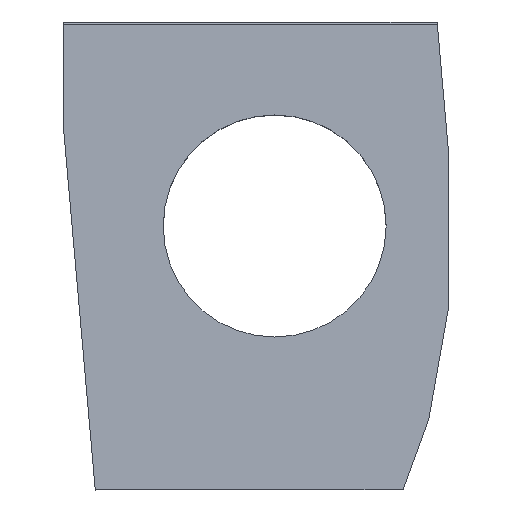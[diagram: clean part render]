
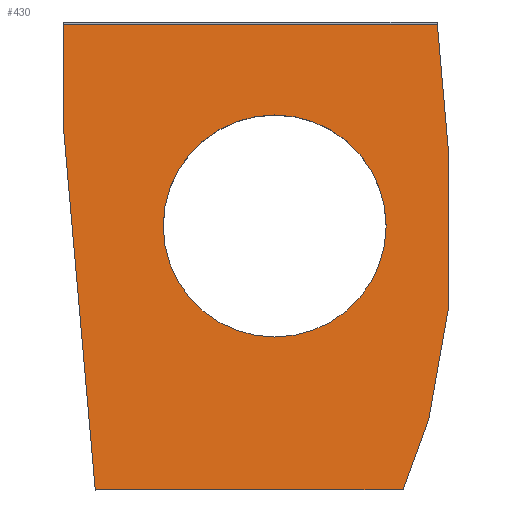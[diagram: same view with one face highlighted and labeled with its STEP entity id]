
A CAD part, left-side view. The second image highlights one B-rep face of the part: STEP entity #430.
In plain terms, the highlighted planar face has unit normal (-0.996, 0, 0.087).
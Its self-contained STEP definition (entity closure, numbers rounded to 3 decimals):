
#3 = EDGE_CURVE ( 'NONE', #916, #647, #1022, .T. ) ;
#8 = VECTOR ( 'NONE', #831, 1000. ) ;
#14 = EDGE_CURVE ( 'NONE', #667, #534, #361, .T. ) ;
#29 = VECTOR ( 'NONE', #208, 1000. ) ;
#34 = AXIS2_PLACEMENT_3D ( 'NONE', #887, #544, #196 ) ;
#40 = EDGE_CURVE ( 'NONE', #449, #916, #732, .T. ) ;
#44 = FACE_OUTER_BOUND ( 'NONE', #596, .T. ) ;
#48 = CARTESIAN_POINT ( 'NONE',  ( -128.784, -119.472, -168.919 ) ) ;
#61 = CARTESIAN_POINT ( 'NONE',  ( -138.478, -0.002, -279.719 ) ) ;
#101 = DIRECTION ( 'NONE',  ( 0.087, 0., 0.996 ) ) ;
#121 = CARTESIAN_POINT ( 'NONE',  ( -115.392, -146.566, -15.847 ) ) ;
#136 = DIRECTION ( 'NONE',  ( -0.087, -0.087, -0.992 ) ) ;
#143 = EDGE_CURVE ( 'NONE', #757, #640, #947, .T. ) ;
#150 = DIRECTION ( 'NONE',  ( -0.082, 0.342, -0.936 ) ) ;
#180 = CARTESIAN_POINT ( 'NONE',  ( -113.994, -114.562, 0.131 ) ) ;
#196 = DIRECTION ( 'NONE',  ( 0.087, 0., 0.996 ) ) ;
#200 = EDGE_CURVE ( 'NONE', #1121, #757, #464, .T. ) ;
#208 = DIRECTION ( 'NONE',  ( -0.087, 0., -0.996 ) ) ;
#233 = LINE ( 'NONE', #180, #409 ) ;
#234 = ORIENTED_EDGE ( 'NONE', *, *, #457, .F. ) ;
#255 = CARTESIAN_POINT ( 'NONE',  ( -113.14, 112.5, 9.898 ) ) ;
#278 = ORIENTED_EDGE ( 'NONE', *, *, #143, .T. ) ;
#279 = AXIS2_PLACEMENT_3D ( 'NONE', #941, #879, #101 ) ;
#282 = CARTESIAN_POINT ( 'NONE',  ( -124.604, -14.71, -121.135 ) ) ;
#305 = DIRECTION ( 'NONE',  ( -0.086, 0.174, -0.981 ) ) ;
#326 = CARTESIAN_POINT ( 'NONE',  ( -113.994, -112.5, 0.131 ) ) ;
#332 = ORIENTED_EDGE ( 'NONE', *, *, #3, .F. ) ;
#340 = VECTOR ( 'NONE', #305, 1000. ) ;
#358 = EDGE_CURVE ( 'NONE', #679, #1121, #233, .T. ) ;
#361 = CIRCLE ( 'NONE', #34, 67. ) ;
#379 = CARTESIAN_POINT ( 'NONE',  ( -134.792, -107.317, -237.593 ) ) ;
#380 = CARTESIAN_POINT ( 'NONE',  ( -119.224, 112.5, -59.641 ) ) ;
#402 = CARTESIAN_POINT ( 'NONE',  ( -114.037, 117.706, -0.36 ) ) ;
#409 = VECTOR ( 'NONE', #697, 1000. ) ;
#410 = CARTESIAN_POINT ( 'NONE',  ( -138.478, 93.172, -279.72 ) ) ;
#420 = DIRECTION ( 'NONE',  ( 0., -1., 0. ) ) ;
#424 = VECTOR ( 'NONE', #847, 1000. ) ;
#430 = ADVANCED_FACE ( 'NONE', ( #1128, #44 ), #956, .T. ) ;
#442 = LINE ( 'NONE', #568, #1024 ) ;
#449 = VERTEX_POINT ( 'NONE', #703 ) ;
#457 = EDGE_CURVE ( 'NONE', #534, #667, #984, .T. ) ;
#464 = LINE ( 'NONE', #255, #8 ) ;
#489 = CARTESIAN_POINT ( 'NONE',  ( -118.764, -14.71, -54.39 ) ) ;
#511 = LINE ( 'NONE', #61, #767 ) ;
#534 = VERTEX_POINT ( 'NONE', #876 ) ;
#539 = ORIENTED_EDGE ( 'NONE', *, *, #14, .F. ) ;
#544 = DIRECTION ( 'NONE',  ( -0.996, 0., 0.087 ) ) ;
#568 = CARTESIAN_POINT ( 'NONE',  ( -118.679, -174.61, -53.412 ) ) ;
#596 = EDGE_LOOP ( 'NONE', ( #278, #1042, #1072, #332, #909, #751, #624, #1114 ) ) ;
#624 = ORIENTED_EDGE ( 'NONE', *, *, #358, .T. ) ;
#638 = VECTOR ( 'NONE', #136, 1000. ) ;
#640 = VERTEX_POINT ( 'NONE', #410 ) ;
#647 = VERTEX_POINT ( 'NONE', #379 ) ;
#667 = VERTEX_POINT ( 'NONE', #489 ) ;
#679 = VERTEX_POINT ( 'NONE', #326 ) ;
#690 = EDGE_LOOP ( 'NONE', ( #234, #539 ) ) ;
#697 = DIRECTION ( 'NONE',  ( 0., 1., 0. ) ) ;
#703 = CARTESIAN_POINT ( 'NONE',  ( -120.94, -119.472, -79.262 ) ) ;
#704 = EDGE_CURVE ( 'NONE', #679, #449, #997, .T. ) ;
#732 = LINE ( 'NONE', #880, #29 ) ;
#751 = ORIENTED_EDGE ( 'NONE', *, *, #704, .F. ) ;
#757 = VERTEX_POINT ( 'NONE', #380 ) ;
#767 = VECTOR ( 'NONE', #420, 1000. ) ;
#799 = VERTEX_POINT ( 'NONE', #899 ) ;
#800 = EDGE_CURVE ( 'NONE', #647, #799, #442, .T. ) ;
#820 = AXIS2_PLACEMENT_3D ( 'NONE', #282, #1064, #1066 ) ;
#823 = CARTESIAN_POINT ( 'NONE',  ( -112.295, -110.794, 19.555 ) ) ;
#831 = DIRECTION ( 'NONE',  ( -0.087, 0., -0.996 ) ) ;
#847 = DIRECTION ( 'NONE',  ( -0.087, -0.087, -0.992 ) ) ;
#876 = CARTESIAN_POINT ( 'NONE',  ( -130.443, -14.71, -187.88 ) ) ;
#879 = DIRECTION ( 'NONE',  ( -0.996, 0., 0.087 ) ) ;
#880 = CARTESIAN_POINT ( 'NONE',  ( -113.14, -119.472, 9.898 ) ) ;
#887 = CARTESIAN_POINT ( 'NONE',  ( -124.604, -14.71, -121.135 ) ) ;
#899 = CARTESIAN_POINT ( 'NONE',  ( -138.478, -91.926, -279.719 ) ) ;
#909 = ORIENTED_EDGE ( 'NONE', *, *, #40, .F. ) ;
#916 = VERTEX_POINT ( 'NONE', #48 ) ;
#941 = CARTESIAN_POINT ( 'NONE',  ( -113.14, 0., 9.898 ) ) ;
#947 = LINE ( 'NONE', #402, #638 ) ;
#956 = PLANE ( 'NONE',  #279 ) ;
#980 = EDGE_CURVE ( 'NONE', #640, #799, #511, .T. ) ;
#984 = CIRCLE ( 'NONE', #820, 67. ) ;
#997 = LINE ( 'NONE', #823, #424 ) ;
#1022 = LINE ( 'NONE', #121, #340 ) ;
#1024 = VECTOR ( 'NONE', #150, 1000. ) ;
#1042 = ORIENTED_EDGE ( 'NONE', *, *, #980, .T. ) ;
#1052 = CARTESIAN_POINT ( 'NONE',  ( -113.994, 112.5, 0.131 ) ) ;
#1064 = DIRECTION ( 'NONE',  ( -0.996, 0., 0.087 ) ) ;
#1066 = DIRECTION ( 'NONE',  ( 0.087, 0., 0.996 ) ) ;
#1072 = ORIENTED_EDGE ( 'NONE', *, *, #800, .F. ) ;
#1114 = ORIENTED_EDGE ( 'NONE', *, *, #200, .T. ) ;
#1121 = VERTEX_POINT ( 'NONE', #1052 ) ;
#1128 = FACE_BOUND ( 'NONE', #690, .T. ) ;
